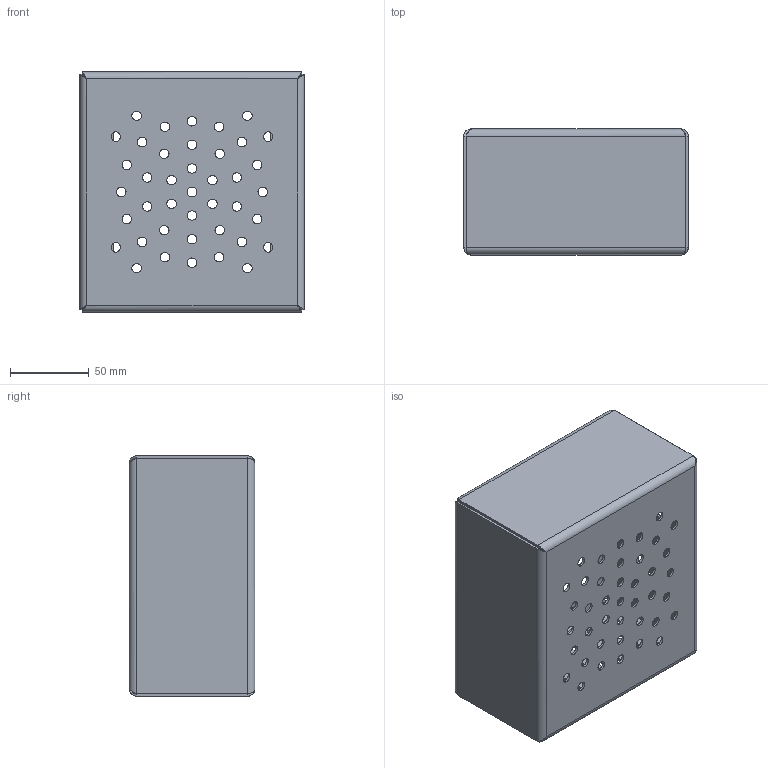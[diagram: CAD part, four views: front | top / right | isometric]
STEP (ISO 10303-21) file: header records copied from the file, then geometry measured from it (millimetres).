
FILE_DESCRIPTION (( 'STEP AP214' ), '1' );
FILE_NAME ('power_supply_box.STEP', '2025-11-01T01:30:02', ( '' ), ( '' ), 'SwSTEP 2.0', 'SolidWorks 2024', '' );
FILE_SCHEMA (( 'AUTOMOTIVE_DESIGN' ));
Length unit declared in the file: millimetre
Products named in the file (1): power_supply_box
Bounding box: 143 x 80 x 153 mm (x, y, z)
Volume: 105744.4 mm3; surface area: 147056.5 mm2
Topology: 1 solids, 1 shells, 287 faces, 791 edges, 506 vertices
Faces by surface type: cylinder 201, plane 70, bspline 16
Entity records: 10973 total; most frequent: CARTESIAN_POINT 3148, DIRECTION 1661, ORIENTED_EDGE 1582, EDGE_CURVE 791, AXIS2_PLACEMENT_3D 642, VERTEX_POINT 506, EDGE_LOOP 437, LINE 377
